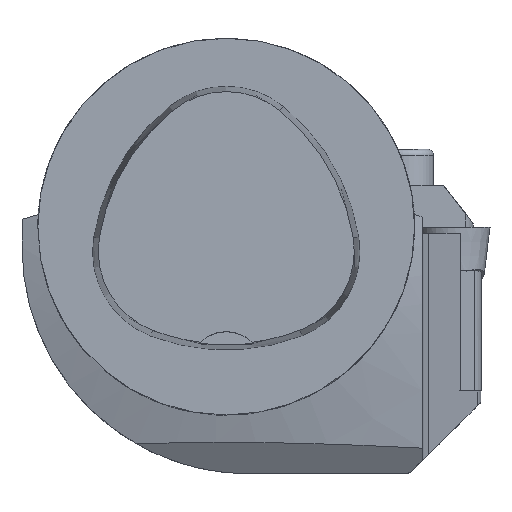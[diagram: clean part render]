
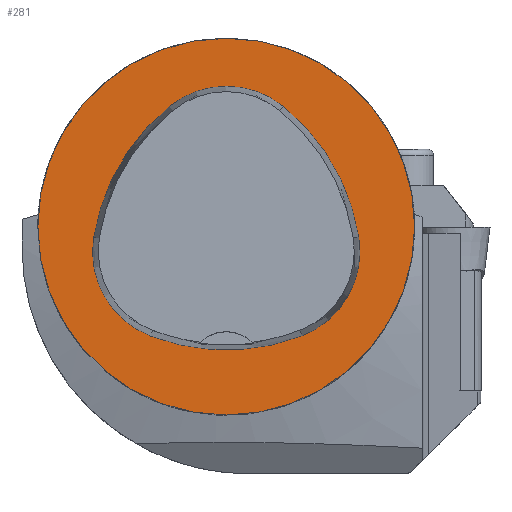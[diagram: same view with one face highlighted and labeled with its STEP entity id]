
A CAD part, top view. The second image highlights one B-rep face of the part: STEP entity #281.
In plain terms, the highlighted face is planar.
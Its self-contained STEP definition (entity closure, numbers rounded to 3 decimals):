
#152=CIRCLE('',#1492,25.);
#156=CIRCLE('',#1515,12.);
#157=CIRCLE('',#1516,28.);
#158=CIRCLE('',#1517,12.);
#159=CIRCLE('',#1518,28.);
#160=CIRCLE('',#1519,12.);
#161=CIRCLE('',#1520,28.);
#281=ADVANCED_FACE('',(#403,#404),#347,.T.);
#347=PLANE('',#1521);
#403=FACE_BOUND('',#463,.T.);
#404=FACE_BOUND('',#464,.T.);
#463=EDGE_LOOP('',(#703,#704,#705,#706,#707,#708));
#464=EDGE_LOOP('',(#709));
#703=ORIENTED_EDGE('',*,*,#1091,.T.);
#704=ORIENTED_EDGE('',*,*,#1092,.T.);
#705=ORIENTED_EDGE('',*,*,#1093,.T.);
#706=ORIENTED_EDGE('',*,*,#1094,.T.);
#707=ORIENTED_EDGE('',*,*,#1095,.T.);
#708=ORIENTED_EDGE('',*,*,#1096,.T.);
#709=ORIENTED_EDGE('',*,*,#1069,.F.);
#926=VERTEX_POINT('',#2212);
#939=VERTEX_POINT('',#2268);
#940=VERTEX_POINT('',#2269);
#941=VERTEX_POINT('',#2271);
#942=VERTEX_POINT('',#2273);
#943=VERTEX_POINT('',#2275);
#944=VERTEX_POINT('',#2277);
#1069=EDGE_CURVE('',#926,#926,#152,.T.);
#1091=EDGE_CURVE('',#939,#940,#156,.T.);
#1092=EDGE_CURVE('',#940,#941,#157,.T.);
#1093=EDGE_CURVE('',#941,#942,#158,.T.);
#1094=EDGE_CURVE('',#942,#943,#159,.T.);
#1095=EDGE_CURVE('',#943,#944,#160,.T.);
#1096=EDGE_CURVE('',#944,#939,#161,.T.);
#1492=AXIS2_PLACEMENT_3D('',#2211,#1739,#1740);
#1515=AXIS2_PLACEMENT_3D('',#2267,#1797,#1798);
#1516=AXIS2_PLACEMENT_3D('',#2270,#1799,#1800);
#1517=AXIS2_PLACEMENT_3D('',#2272,#1801,#1802);
#1518=AXIS2_PLACEMENT_3D('',#2274,#1803,#1804);
#1519=AXIS2_PLACEMENT_3D('',#2276,#1805,#1806);
#1520=AXIS2_PLACEMENT_3D('',#2278,#1807,#1808);
#1521=AXIS2_PLACEMENT_3D('',#2279,#1809,#1810);
#1739=DIRECTION('',(0.,-1.,0.));
#1740=DIRECTION('',(1.,0.,0.));
#1797=DIRECTION('',(0.,-1.,0.));
#1798=DIRECTION('',(1.,0.,0.));
#1799=DIRECTION('',(0.,-1.,0.));
#1800=DIRECTION('',(1.,0.,0.));
#1801=DIRECTION('',(0.,-1.,0.));
#1802=DIRECTION('',(1.,0.,0.));
#1803=DIRECTION('',(0.,-1.,0.));
#1804=DIRECTION('',(1.,0.,0.));
#1805=DIRECTION('',(0.,-1.,0.));
#1806=DIRECTION('',(1.,0.,0.));
#1807=DIRECTION('',(0.,-1.,0.));
#1808=DIRECTION('',(1.,0.,0.));
#1809=DIRECTION('',(0.,1.,0.));
#1810=DIRECTION('',(-1.,0.,0.));
#2211=CARTESIAN_POINT('',(0.,0.,0.));
#2212=CARTESIAN_POINT('',(25.,0.,0.));
#2267=CARTESIAN_POINT('',(5.733,0.,-3.31));
#2268=CARTESIAN_POINT('',(10.025,0.,-14.516));
#2269=CARTESIAN_POINT('',(17.584,0.,-1.424));
#2270=CARTESIAN_POINT('',(-10.068,0.,-5.824));
#2271=CARTESIAN_POINT('',(7.531,0.,15.953));
#2272=CARTESIAN_POINT('',(-0.011,0.,6.62));
#2273=CARTESIAN_POINT('',(-7.567,0.,15.942));
#2274=CARTESIAN_POINT('',(10.063,0.,-5.81));
#2275=CARTESIAN_POINT('',(-17.59,0.,-1.418));
#2276=CARTESIAN_POINT('',(-5.739,0.,-3.3));
#2277=CARTESIAN_POINT('',(-10.05,0.,-14.499));
#2278=CARTESIAN_POINT('',(0.01,0.,11.631));
#2279=CARTESIAN_POINT('',(0.,0.,0.));
